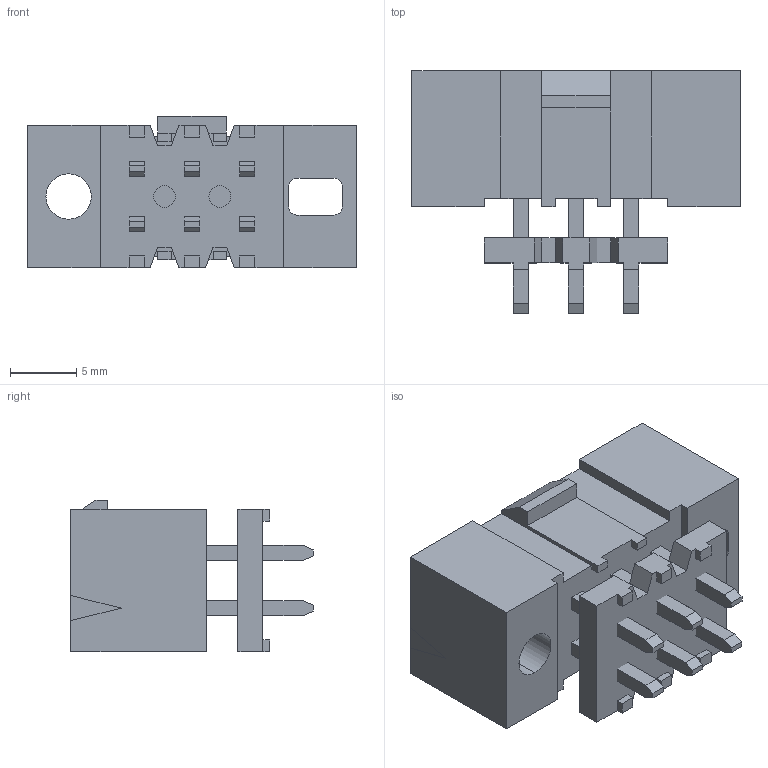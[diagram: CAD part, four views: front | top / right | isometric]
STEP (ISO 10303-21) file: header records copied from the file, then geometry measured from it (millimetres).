
FILE_DESCRIPTION (( 'STEP AP203' ), '1' );
FILE_NAME ('IPBT-103-H5-X-D-GP-BASIC.step', '2011-08-22T19:24:07', ( ' ' ), ( ' ' ), 'SwSTEP 2.0', 'SolidWorks 2010', '' );
FILE_SCHEMA (( 'CONFIG_CONTROL_DESIGN' ));
Length unit declared in the file: inch
Products named in the file (1): IPBT-103-H5-X-D-GP-BASIC
Bounding box: 24.83 x 18.34 x 11.46 mm (x, y, z)
Volume: 2050.2 mm3; surface area: 2947.2 mm2
Topology: 2 solids, 2 shells, 249 faces, 646 edges, 419 vertices
Faces by surface type: plane 233, cylinder 10, cone 6
Entity records: 7519 total; most frequent: CARTESIAN_POINT 1315, ORIENTED_EDGE 1292, DIRECTION 1172, EDGE_CURVE 646, VECTOR 620, LINE 620, VERTEX_POINT 419, AXIS2_PLACEMENT_3D 276
